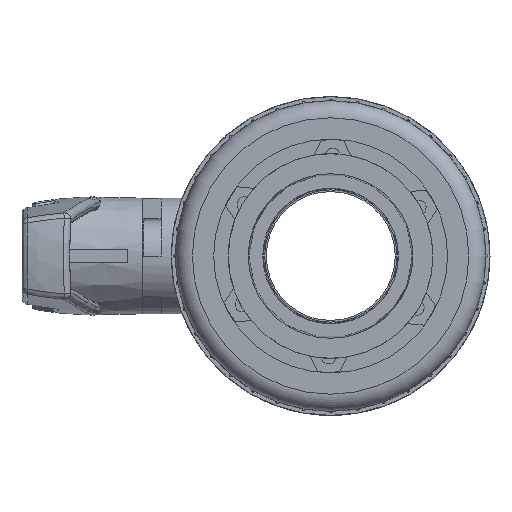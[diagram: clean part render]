
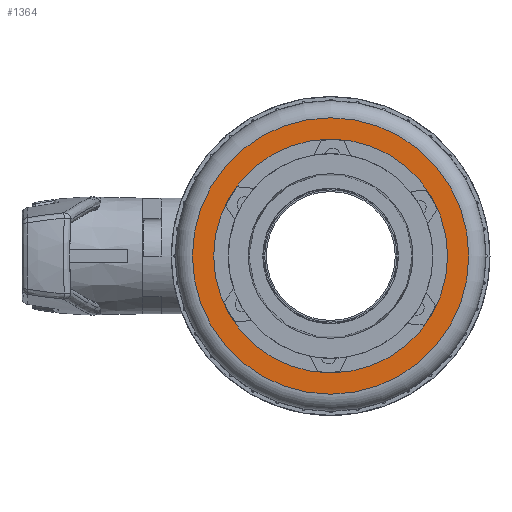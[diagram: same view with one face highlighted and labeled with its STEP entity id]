
A CAD part, left-side view. The second image highlights one B-rep face of the part: STEP entity #1364.
In plain terms, the highlighted planar face has unit normal (-1, 0, 0).
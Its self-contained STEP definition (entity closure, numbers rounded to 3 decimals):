
#1038=FACE_BOUND('',#3268,.T.);
#1039=FACE_BOUND('',#3269,.T.);
#1364=ADVANCED_FACE('',(#1038,#1039),#2190,.F.);
#2190=PLANE('',#14475);
#3268=EDGE_LOOP('',(#5329));
#3269=EDGE_LOOP('',(#5330));
#4340=CIRCLE('',#14473,94.54);
#4341=CIRCLE('',#14474,80.);
#5329=ORIENTED_EDGE('',*,*,#10839,.T.);
#5330=ORIENTED_EDGE('',*,*,#10840,.T.);
#9400=VERTEX_POINT('',#21469);
#9401=VERTEX_POINT('',#21471);
#10839=EDGE_CURVE('',#9400,#9400,#4340,.T.);
#10840=EDGE_CURVE('',#9401,#9401,#4341,.T.);
#14473=AXIS2_PLACEMENT_3D('',#21468,#16284,#16285);
#14474=AXIS2_PLACEMENT_3D('',#21470,#16286,#16287);
#14475=AXIS2_PLACEMENT_3D('',#21472,#16288,#16289);
#16284=DIRECTION('',(-1.,0.,0.));
#16285=DIRECTION('',(0.,1.,0.));
#16286=DIRECTION('',(1.,0.,0.));
#16287=DIRECTION('',(0.,1.,0.));
#16288=DIRECTION('',(1.,0.,0.));
#16289=DIRECTION('',(0.,-1.,0.));
#21468=CARTESIAN_POINT('',(847.74,-1.25,0.));
#21469=CARTESIAN_POINT('',(847.74,93.29,0.));
#21470=CARTESIAN_POINT('',(847.74,-1.25,0.));
#21471=CARTESIAN_POINT('',(847.74,78.75,0.));
#21472=CARTESIAN_POINT('',(847.74,104.89,0.));
